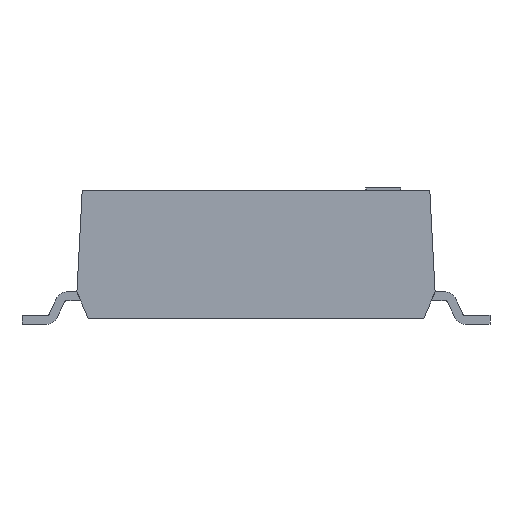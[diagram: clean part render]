
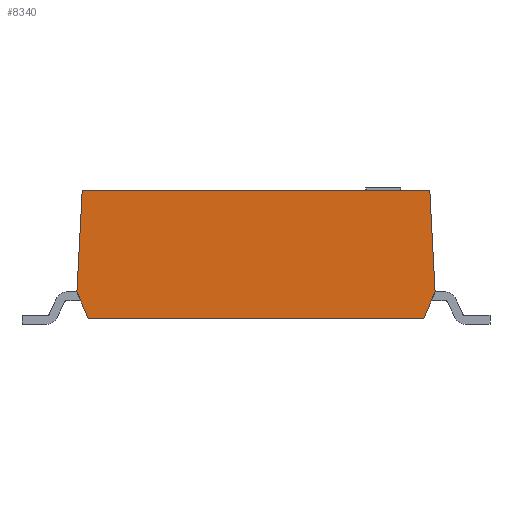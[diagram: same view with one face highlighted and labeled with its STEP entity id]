
A CAD part, front view. The second image highlights one B-rep face of the part: STEP entity #8340.
In plain terms, the highlighted planar face has unit normal (0, -1, 0).
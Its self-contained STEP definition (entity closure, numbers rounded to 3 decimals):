
#348=FACE_OUTER_BOUND('',#829,.T.);
#829=EDGE_LOOP('',(#5796,#5797,#5798,#5799,#5800,#5801));
#1409=LINE('',#12033,#2496);
#1421=LINE('',#12053,#2508);
#1424=LINE('',#12058,#2511);
#1425=LINE('',#12060,#2512);
#1427=LINE('',#12064,#2514);
#1428=LINE('',#12066,#2515);
#2496=VECTOR('',#9676,6.017);
#2508=VECTOR('',#9692,5.809);
#2511=VECTOR('',#9697,0.5);
#2512=VECTOR('',#9700,1.752);
#2514=VECTOR('',#9704,1.752);
#2515=VECTOR('',#9707,0.5);
#3531=VERTEX_POINT('',#12030);
#3532=VERTEX_POINT('',#12032);
#3537=VERTEX_POINT('',#12050);
#3538=VERTEX_POINT('',#12052);
#3539=VERTEX_POINT('',#12056);
#3540=VERTEX_POINT('',#12062);
#4393=EDGE_CURVE('',#3532,#3531,#1409,.T.);
#4405=EDGE_CURVE('',#3538,#3537,#1421,.T.);
#4408=EDGE_CURVE('',#3537,#3539,#1424,.T.);
#4409=EDGE_CURVE('',#3539,#3532,#1425,.T.);
#4411=EDGE_CURVE('',#3531,#3540,#1427,.T.);
#4412=EDGE_CURVE('',#3540,#3538,#1428,.T.);
#5796=ORIENTED_EDGE('',*,*,#4393,.T.);
#5797=ORIENTED_EDGE('',*,*,#4411,.T.);
#5798=ORIENTED_EDGE('',*,*,#4412,.T.);
#5799=ORIENTED_EDGE('',*,*,#4405,.T.);
#5800=ORIENTED_EDGE('',*,*,#4408,.T.);
#5801=ORIENTED_EDGE('',*,*,#4409,.T.);
#7931=PLANE('',#8844);
#8340=ADVANCED_FACE('',(#348),#7931,.F.);
#8844=AXIS2_PLACEMENT_3D('',#12083,#9724,#9725);
#9676=DIRECTION('',(-1.,0.,0.));
#9692=DIRECTION('',(1.,0.,0.));
#9697=DIRECTION('',(0.391,0.,0.921));
#9700=DIRECTION('',(-0.052,0.,0.999));
#9704=DIRECTION('',(-0.052,0.,-0.999));
#9707=DIRECTION('',(0.391,0.,-0.921));
#9724=DIRECTION('center_axis',(0.,1.,0.));
#9725=DIRECTION('ref_axis',(0.,0.,1.));
#12030=CARTESIAN_POINT('',(-3.008,-5.645,2.312));
#12032=CARTESIAN_POINT('',(3.008,-5.645,2.312));
#12033=CARTESIAN_POINT('',(3.008,-5.645,2.312));
#12050=CARTESIAN_POINT('',(2.905,-5.645,0.102));
#12052=CARTESIAN_POINT('',(-2.905,-5.645,0.102));
#12053=CARTESIAN_POINT('',(-2.905,-5.645,0.102));
#12056=CARTESIAN_POINT('',(3.1,-5.645,0.562));
#12058=CARTESIAN_POINT('',(2.905,-5.645,0.102));
#12060=CARTESIAN_POINT('',(3.1,-5.645,0.562));
#12062=CARTESIAN_POINT('',(-3.1,-5.645,0.562));
#12064=CARTESIAN_POINT('',(-3.008,-5.645,2.312));
#12066=CARTESIAN_POINT('',(-3.1,-5.645,0.562));
#12083=CARTESIAN_POINT('Origin',(0.,-5.645,1.216));
